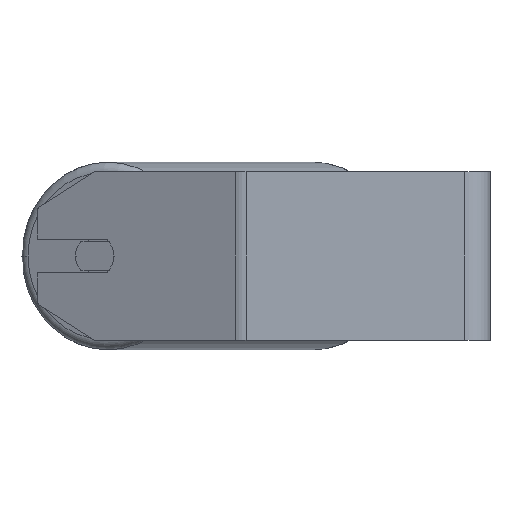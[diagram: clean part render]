
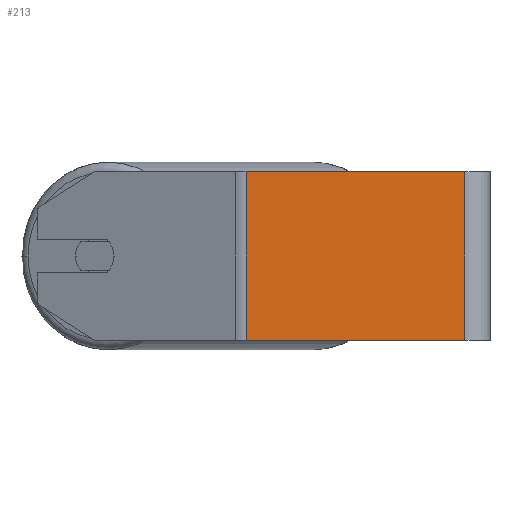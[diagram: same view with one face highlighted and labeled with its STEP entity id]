
A CAD part, left-side view. The second image highlights one B-rep face of the part: STEP entity #213.
In plain terms, the highlighted planar face has unit normal (-1, 0, 0).
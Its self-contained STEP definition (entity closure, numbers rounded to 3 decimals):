
#121 = DIRECTION ( 'NONE',  ( 0., 0., -1. ) ) ;
#213 = ADVANCED_FACE ( 'NONE', ( #6838 ), #2432, .F. ) ;
#265 = EDGE_LOOP ( 'NONE', ( #1041, #5155, #3132, #493 ) ) ;
#317 = VERTEX_POINT ( 'NONE', #1452 ) ;
#493 = ORIENTED_EDGE ( 'NONE', *, *, #6656, .T. ) ;
#760 = CARTESIAN_POINT ( 'NONE',  ( -280., 118.329, 40. ) ) ;
#848 = DIRECTION ( 'NONE',  ( 0., -1., 0. ) ) ;
#893 = CARTESIAN_POINT ( 'NONE',  ( -280., 115.669, -40. ) ) ;
#1041 = ORIENTED_EDGE ( 'NONE', *, *, #4046, .T. ) ;
#1425 = LINE ( 'NONE', #2483, #4152 ) ;
#1452 = CARTESIAN_POINT ( 'NONE',  ( -280., 12., -40. ) ) ;
#1927 = VERTEX_POINT ( 'NONE', #893 ) ;
#1977 = EDGE_CURVE ( 'NONE', #5153, #317, #4348, .T. ) ;
#2034 = VECTOR ( 'NONE', #848, 1000. ) ;
#2317 = CARTESIAN_POINT ( 'NONE',  ( -280., 115.669, 40. ) ) ;
#2432 = PLANE ( 'NONE',  #2943 ) ;
#2483 = CARTESIAN_POINT ( 'NONE',  ( -280., 118.329, 40. ) ) ;
#2682 = DIRECTION ( 'NONE',  ( 0., 0., -1. ) ) ;
#2884 = CARTESIAN_POINT ( 'NONE',  ( -280., 12., 40. ) ) ;
#2943 = AXIS2_PLACEMENT_3D ( 'NONE', #760, #6290, #121 ) ;
#3090 = EDGE_CURVE ( 'NONE', #3412, #5153, #1425, .T. ) ;
#3132 = ORIENTED_EDGE ( 'NONE', *, *, #3090, .F. ) ;
#3412 = VERTEX_POINT ( 'NONE', #6297 ) ;
#3641 = CARTESIAN_POINT ( 'NONE',  ( -280., 118.329, -40. ) ) ;
#3679 = VECTOR ( 'NONE', #6953, 1000. ) ;
#4046 = EDGE_CURVE ( 'NONE', #1927, #317, #4709, .T. ) ;
#4152 = VECTOR ( 'NONE', #4745, 1000. ) ;
#4348 = LINE ( 'NONE', #6119, #6265 ) ;
#4709 = LINE ( 'NONE', #3641, #2034 ) ;
#4745 = DIRECTION ( 'NONE',  ( 0., -1., 0. ) ) ;
#5153 = VERTEX_POINT ( 'NONE', #2884 ) ;
#5155 = ORIENTED_EDGE ( 'NONE', *, *, #1977, .F. ) ;
#6119 = CARTESIAN_POINT ( 'NONE',  ( -280., 12., 40. ) ) ;
#6265 = VECTOR ( 'NONE', #2682, 1000. ) ;
#6290 = DIRECTION ( 'NONE',  ( 1., 0., 0. ) ) ;
#6297 = CARTESIAN_POINT ( 'NONE',  ( -280., 115.669, 40. ) ) ;
#6656 = EDGE_CURVE ( 'NONE', #3412, #1927, #6998, .T. ) ;
#6838 = FACE_OUTER_BOUND ( 'NONE', #265, .T. ) ;
#6953 = DIRECTION ( 'NONE',  ( 0., 0., -1. ) ) ;
#6998 = LINE ( 'NONE', #2317, #3679 ) ;
